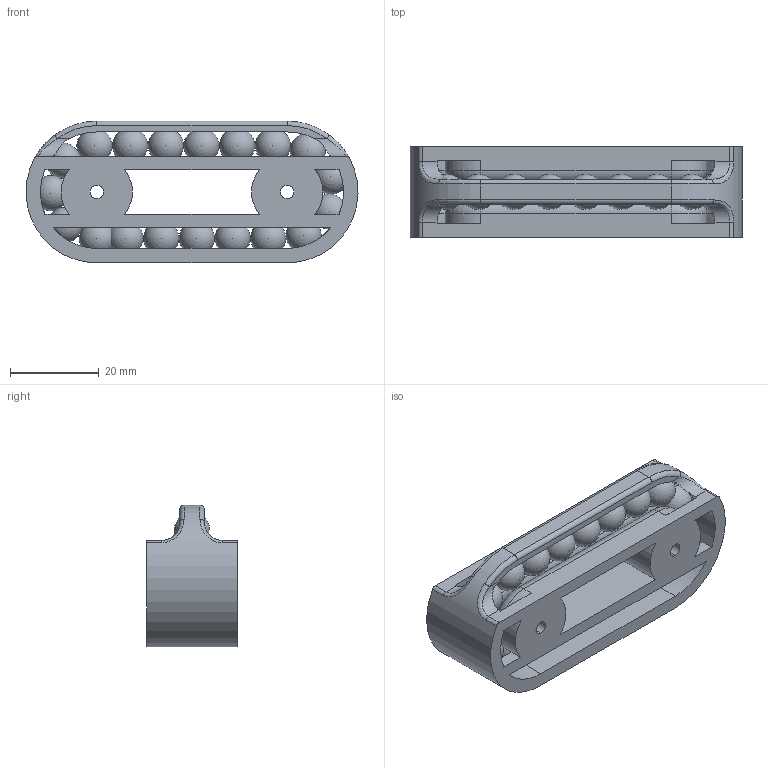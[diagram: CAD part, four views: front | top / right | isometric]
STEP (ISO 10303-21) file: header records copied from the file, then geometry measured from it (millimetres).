
FILE_DESCRIPTION (( 'STEP AP203' ), '1' );
FILE_NAME ('loaded_bearing_body.step', '2016-03-08T04:39:11', ( '' ), ( '' ), 'SwSTEP 2.0', 'SolidWorks 2015', '' );
FILE_SCHEMA (( 'CONFIG_CONTROL_DESIGN' ));
Length unit declared in the file: millimetre
Products named in the file (3): loaded_bearing_body; delrin_ball_5-16_inch; bearing_body
Assembly tree (20 placements, depth 2):
  loaded_bearing_body
    bearing_body
    delrin_ball_5-16_inch  x19
Bounding box: 74.99 x 20.4 x 32 mm (x, y, z)
Volume: 23077.4 mm3; surface area: 16773.7 mm2
Topology: 20 solids, 20 shells, 365 faces, 1049 edges, 693 vertices
Faces by surface type: plane 160, bspline 111, cylinder 38, sphere 38, torus 18
Entity records: 15217 total; most frequent: CARTESIAN_POINT 6565, ORIENTED_EDGE 1836, DIRECTION 1284, EDGE_CURVE 918, VERTEX_POINT 600, VECTOR 566, LINE 566, AXIS2_PLACEMENT_3D 359
